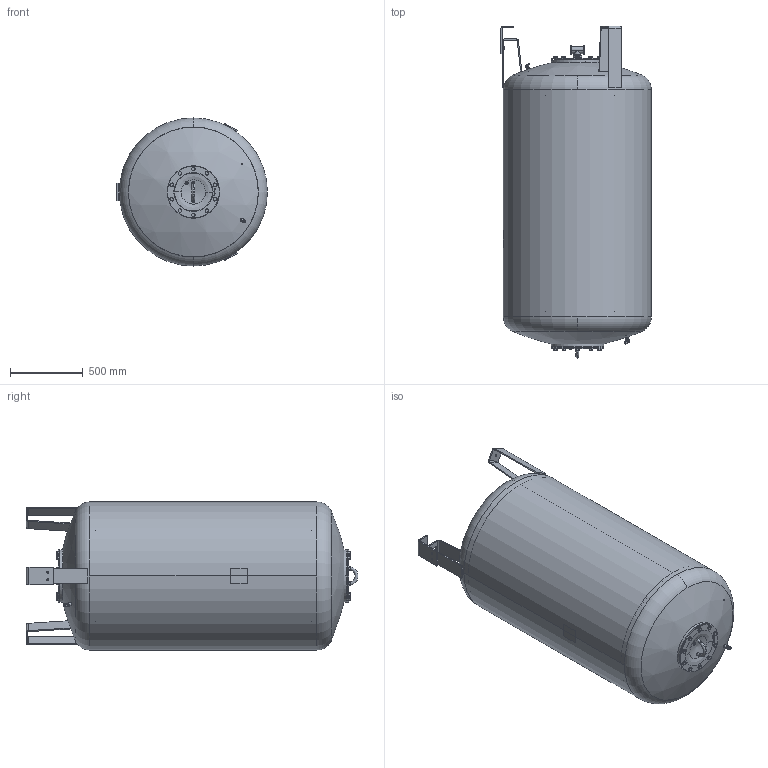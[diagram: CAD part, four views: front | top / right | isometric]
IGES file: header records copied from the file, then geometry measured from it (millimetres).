
Global section: file name: No Iges File Name specified; native system: Autodesk Inventor 2009; preprocessor: AutoDesk Inventor Iges Exporter R2009; author: CADJOBServer; date: 20091013.112439; units: millimetre
Bounding box: 1035 x 2276.41 x 1016 mm (x, y, z)
Volume: 57395642.4 mm3; surface area: 20127762.7 mm2
Topology: 30 solids, 30 shells, 1834 faces, 4552 edges, 2886 vertices
Faces by surface type: plane 728, bspline 328, cylinder 247, revolution 246, cone 239, torus 40, sphere 6
